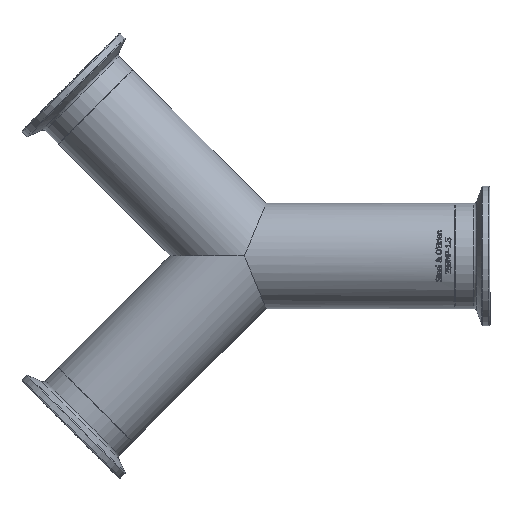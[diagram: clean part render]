
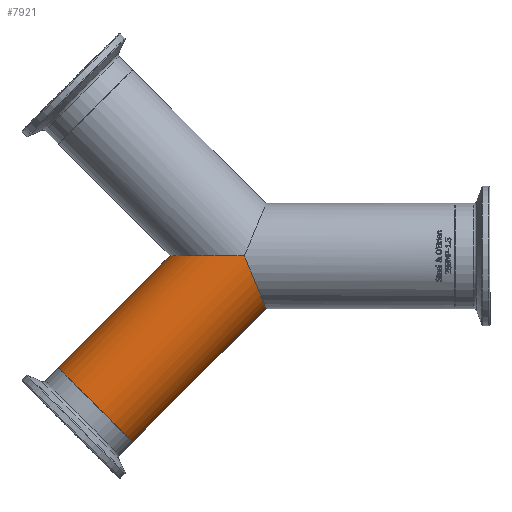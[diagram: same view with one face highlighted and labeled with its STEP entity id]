
A CAD part, top view. The second image highlights one B-rep face of the part: STEP entity #7921.
In plain terms, the highlighted cylindrical face has radius 19.05 mm (diameter 38.1 mm), a full revolution.
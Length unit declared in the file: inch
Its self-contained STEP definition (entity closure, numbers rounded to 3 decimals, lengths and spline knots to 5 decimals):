
#73=ELLIPSE('',#8362,1.06066,0.75);
#74=ELLIPSE('',#8363,0.81173,0.75);
#843=FACE_OUTER_BOUND('',#1312,.T.);
#1312=EDGE_LOOP('',(#7023,#7024,#7025,#7026,#7027));
#1526=CIRCLE('',#8352,0.75);
#2148=LINE('',#17592,#2631);
#2631=VECTOR('',#9767,0.75);
#3690=VERTEX_POINT('',#17552);
#3691=VERTEX_POINT('',#17554);
#3694=VERTEX_POINT('',#17575);
#4833=EDGE_CURVE('',#3694,#3694,#1526,.T.);
#4841=EDGE_CURVE('',#3694,#3690,#2148,.T.);
#4842=EDGE_CURVE('',#3691,#3690,#73,.T.);
#4843=EDGE_CURVE('',#3690,#3691,#74,.T.);
#7023=ORIENTED_EDGE('',*,*,#4833,.T.);
#7024=ORIENTED_EDGE('',*,*,#4841,.T.);
#7025=ORIENTED_EDGE('',*,*,#4842,.F.);
#7026=ORIENTED_EDGE('',*,*,#4843,.F.);
#7027=ORIENTED_EDGE('',*,*,#4841,.F.);
#7463=CYLINDRICAL_SURFACE('',#8361,0.75);
#7921=ADVANCED_FACE('',(#843),#7463,.T.);
#8352=AXIS2_PLACEMENT_3D('',#17576,#9746,#9747);
#8361=AXIS2_PLACEMENT_3D('',#17591,#9765,#9766);
#8362=AXIS2_PLACEMENT_3D('',#17593,#9768,#9769);
#8363=AXIS2_PLACEMENT_3D('',#17594,#9770,#9771);
#9746=DIRECTION('center_axis',(0.707,0.707,0.));
#9747=DIRECTION('ref_axis',(0.,0.,
-1.));
#9765=DIRECTION('center_axis',(-0.707,-0.707,0.));
#9766=DIRECTION('ref_axis',(0.,0.,
-1.));
#9767=DIRECTION('',(0.707,0.707,0.));
#9768=DIRECTION('center_axis',(0.,1.,0.));
#9769=DIRECTION('ref_axis',(1.,0.,0.));
#9770=DIRECTION('center_axis',(0.924,0.383,0.));
#9771=DIRECTION('ref_axis',(0.383,-0.924,0.));
#17552=CARTESIAN_POINT('',(0.,0.,0.75));
#17554=CARTESIAN_POINT('',(0.,0.,-0.75));
#17575=CARTESIAN_POINT('',(-2.12171,-2.12093,0.75));
#17576=CARTESIAN_POINT('Origin',(-2.12171,-2.12093,0.));
#17591=CARTESIAN_POINT('Origin',(0.,0.,
0.));
#17592=CARTESIAN_POINT('',(0.,0.,0.75));
#17593=CARTESIAN_POINT('Origin',(0.,0.,
0.));
#17594=CARTESIAN_POINT('Origin',(0.,0.,
0.));
